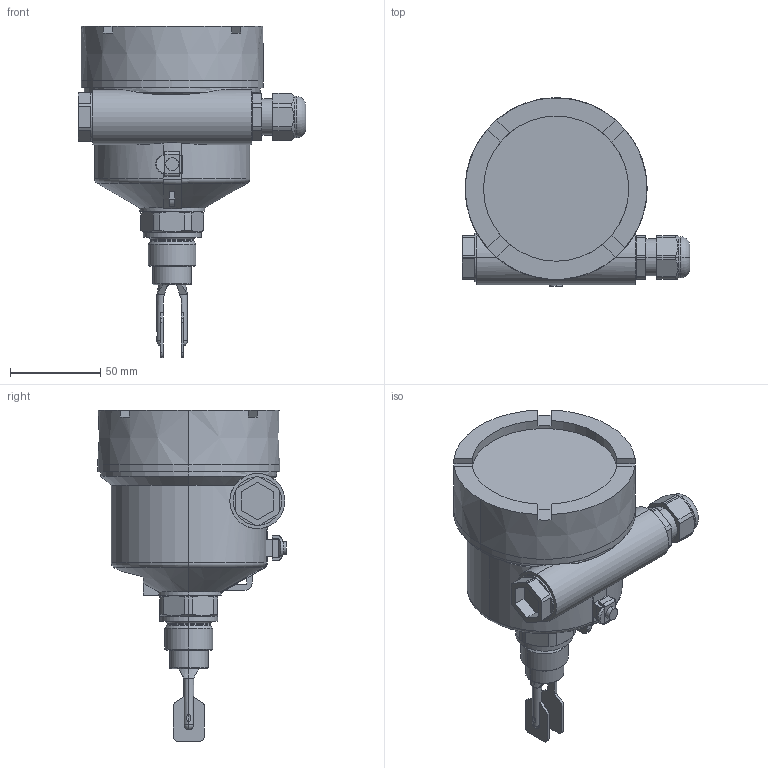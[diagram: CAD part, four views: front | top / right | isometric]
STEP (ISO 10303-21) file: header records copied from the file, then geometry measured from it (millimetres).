
FILE_DESCRIPTION((''),'2;1');
FILE_NAME('CAD-8717','2023-08-25T11:59:10',('creinig-se'),(''),'CREO PARAMETRIC BY PTC INC, 2022284','CREO PARAMETRIC BY PTC INC, 2022284','');
FILE_SCHEMA(('CONFIG_CONTROL_DESIGN','SHAPE_APPEARANCE_LAYERS_GROUPS'));
Length unit declared in the file: millimetre
Products named in the file (1): CAD-8717
Bounding box: 126 x 104.45 x 183.3 mm (x, y, z)
Volume: 678459.3 mm3; surface area: 56988.2 mm2
Topology: 1 solids, 1 shells, 266 faces, 693 edges, 440 vertices
Faces by surface type: plane 139, cylinder 81, cone 26, torus 12, sphere 8
Entity records: 11816 total; most frequent: CARTESIAN_POINT 1853, DIRECTION 1387, ORIENTED_EDGE 1378, PRESENTATION_STYLE_ASSIGNMENT 794, STYLED_ITEM 690, CURVE_STYLE 689, EDGE_CURVE 689, AXIS2_PLACEMENT_3D 509
